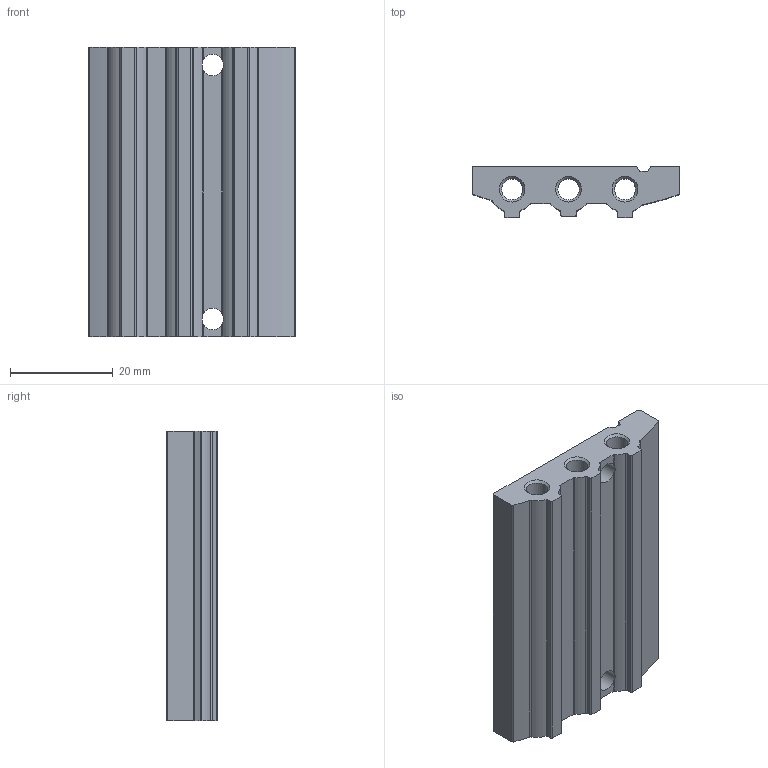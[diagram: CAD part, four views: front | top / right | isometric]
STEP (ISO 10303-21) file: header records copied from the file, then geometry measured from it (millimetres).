
FILE_DESCRIPTION(/* description */ ('STEP AP214'),/* implementation_level */ '2;1');
FILE_NAME(/* name */ '566524_VABM-L1-10AS-M5-4',/* time_stamp */ '2024-09-16T00:33:51+02:00',/* author */ ('License CC BY-ND 4.0'),/* organization */ ('CADENAS'),/* preprocessor_version */ 'ST-DEVELOPER v19.3',/* originating_system */ 'PARTsolutions',/* authorisation */ ' ');
FILE_SCHEMA (('AUTOMOTIVE_DESIGN {1 0 10303 214 3 1 1}'));
Length unit declared in the file: millimetre
Products named in the file (2): 566524 VABM-L1-10AS-M5-4; 566524 VABM-L1-10AS-M5-4---(L1-P)
Assembly tree (1 placements, depth 2):
  566524 VABM-L1-10AS-M5-4
    566524 VABM-L1-10AS-M5-4---(L1-P)
Bounding box: 40.3 x 10 x 56.5 mm (x, y, z)
Volume: 14611.1 mm3; surface area: 9267.9 mm2
Topology: 1 solids, 1 shells, 193 faces, 557 edges, 364 vertices
Faces by surface type: plane 82, cylinder 81, cone 30
Full cylindrical faces by diameter (mm): 1.567 x8, 4 x12, 4.134 x6, 4.2 x5
Entity records: 6007 total; most frequent: CARTESIAN_POINT 1235, DIRECTION 974, ORIENTED_EDGE 900, EDGE_CURVE 450, AXIS2_PLACEMENT_3D 361, VERTEX_POINT 338, FACE_BOUND 306, EDGE_LOOP 290
